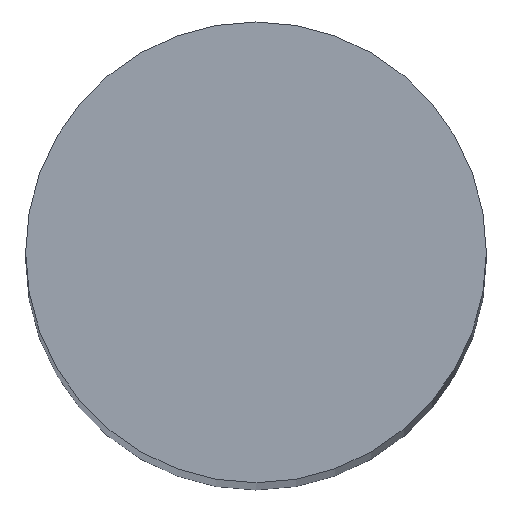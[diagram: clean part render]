
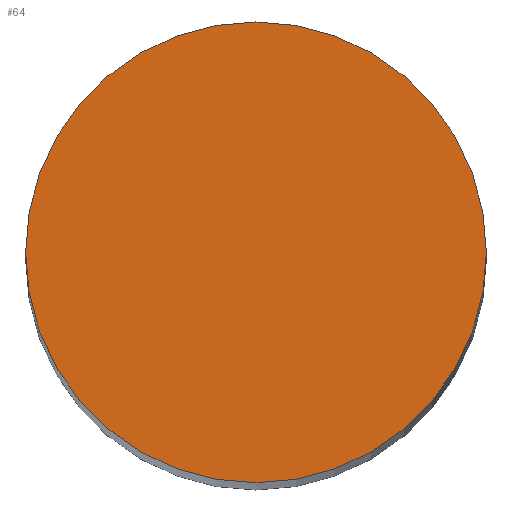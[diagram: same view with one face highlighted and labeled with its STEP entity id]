
A CAD part, top view. The second image highlights one B-rep face of the part: STEP entity #64.
In plain terms, the highlighted planar face has unit normal (0, 0, 1).
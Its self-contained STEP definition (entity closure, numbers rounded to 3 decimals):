
#61=EDGE_CURVE('240[2]',#128,#128,#129,.T.);
#64=ADVANCED_FACE('240[2]',(#132),#133,.T.);
#128=VERTEX_POINT('',#265);
#129=CIRCLE('',#266,15.5);
#132=FACE_OUTER_BOUND('',#270,.T.);
#133=PLANE('',#271);
#265=CARTESIAN_POINT('',(0.,15.5,280.0));
#266=AXIS2_PLACEMENT_3D('',#390,#391,#392);
#270=EDGE_LOOP('',(#394));
#271=AXIS2_PLACEMENT_3D('',#395,#396,#397);
#390=CARTESIAN_POINT('',(0.,0.,280.0));
#391=DIRECTION('',(0.,0.,1.0));
#392=DIRECTION('',(0.,1.0,0.));
#394=ORIENTED_EDGE('',*,*,#61,.T.);
#395=CARTESIAN_POINT('',(0.,7.75,280.0));
#396=DIRECTION('',(0.,0.,1.0));
#397=DIRECTION('',(1.0,0.,0.0));
